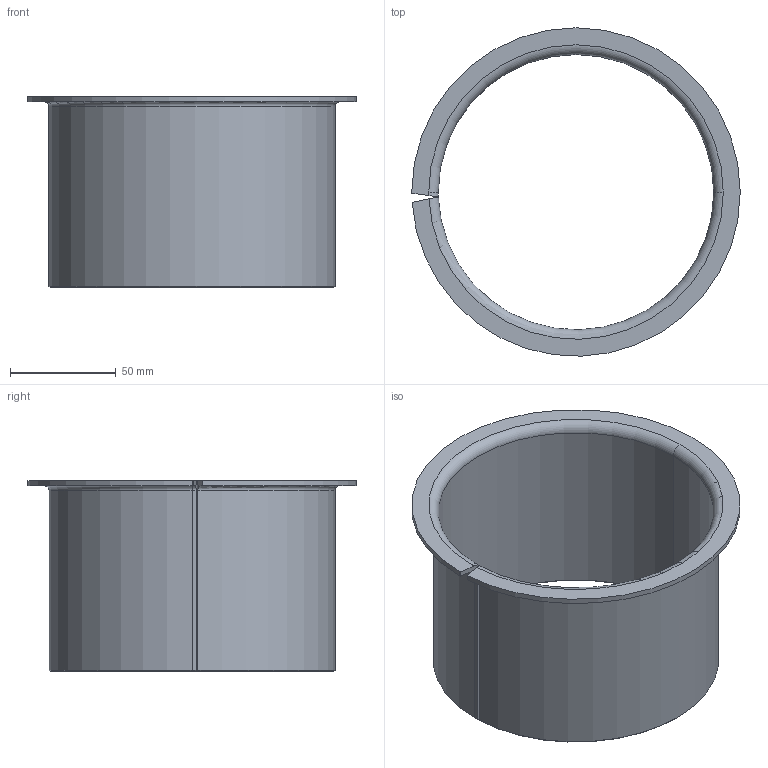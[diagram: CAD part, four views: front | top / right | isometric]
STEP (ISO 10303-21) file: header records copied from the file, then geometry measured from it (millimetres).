
FILE_DESCRIPTION(('STEP AP203'),'1');
FILE_NAME('490-ABB092-13090.stp','2016-09-24T03:11:04',(' '),(' '),'Spatial InterOp 3D',' ',' ');
FILE_SCHEMA(('CONFIG_CONTROL_DESIGN'));
Length unit declared in the file: millimetre
Products named in the file (1): 1
Bounding box: 155 x 154.96 x 90 mm (x, y, z)
Volume: 103342.5 mm3; surface area: 85246.9 mm2
Topology: 1 solids, 1 shells, 26 faces, 64 edges, 38 vertices
Faces by surface type: cylinder 9, cone 6, torus 6, plane 5
Entity records: 876 total; most frequent: CARTESIAN_POINT 205, DIRECTION 144, ORIENTED_EDGE 128, EDGE_CURVE 64, AXIS2_PLACEMENT_3D 61, VERTEX_POINT 38, CIRCLE 34, ADVANCED_FACE 26
